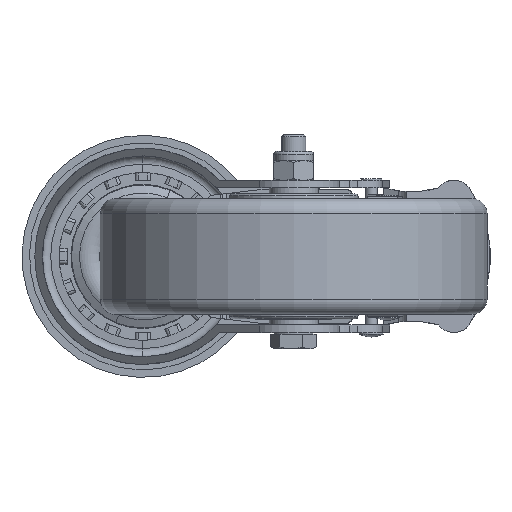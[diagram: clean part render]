
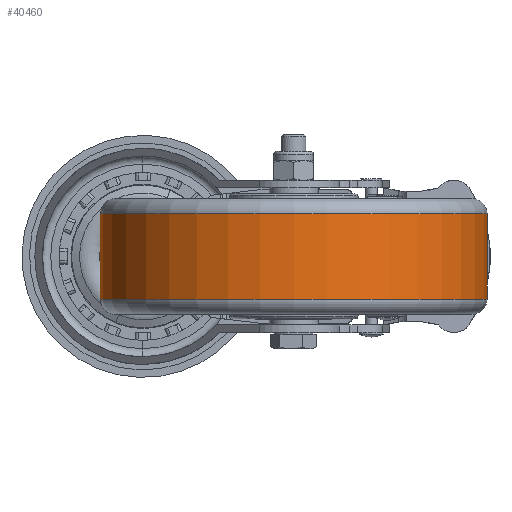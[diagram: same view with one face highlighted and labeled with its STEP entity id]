
A CAD part, front view. The second image highlights one B-rep face of the part: STEP entity #40460.
In plain terms, the highlighted cylindrical face has radius 63.5 mm (diameter 127 mm), a partial arc.
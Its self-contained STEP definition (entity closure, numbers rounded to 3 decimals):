
#35 = DIRECTION ( 'NONE',  ( -1., 0., 0. ) ) ;
#164 = CIRCLE ( 'NONE', #35527, 63.5 ) ;
#1644 = VERTEX_POINT ( 'NONE', #33707 ) ;
#2012 = VERTEX_POINT ( 'NONE', #34601 ) ;
#3803 = DIRECTION ( 'NONE',  ( 0., 0., 1. ) ) ;
#4511 = CARTESIAN_POINT ( 'NONE',  ( -14., -94.5, 32.226 ) ) ;
#5171 = DIRECTION ( 'NONE',  ( 0., 0., 1. ) ) ;
#6371 = ORIENTED_EDGE ( 'NONE', *, *, #6945, .F. ) ;
#6770 = CARTESIAN_POINT ( 'NONE',  ( 113., -94.5, -14. ) ) ;
#6945 = EDGE_CURVE ( 'NONE', #1644, #23802, #32005, .T. ) ;
#7369 = CYLINDRICAL_SURFACE ( 'NONE', #23281, 63.5 ) ;
#9928 = DIRECTION ( 'NONE',  ( 1., 0., 0. ) ) ;
#10979 = CARTESIAN_POINT ( 'NONE',  ( 49.5, -94.5, -14. ) ) ;
#12767 = EDGE_CURVE ( 'NONE', #2012, #23802, #164, .T. ) ;
#19649 = ORIENTED_EDGE ( 'NONE', *, *, #32004, .T. ) ;
#19753 = DIRECTION ( 'NONE',  ( 0., 0., 1. ) ) ;
#20924 = CARTESIAN_POINT ( 'NONE',  ( 49.5, -94.5, 14. ) ) ;
#22288 = ORIENTED_EDGE ( 'NONE', *, *, #12767, .T. ) ;
#22688 = CARTESIAN_POINT ( 'NONE',  ( -14., -94.5, 14. ) ) ;
#23281 = AXIS2_PLACEMENT_3D ( 'NONE', #28565, #24636, #9928 ) ;
#23674 = VECTOR ( 'NONE', #19753, 1000. ) ;
#23802 = VERTEX_POINT ( 'NONE', #22688 ) ;
#24636 = DIRECTION ( 'NONE',  ( 0., 0., 1. ) ) ;
#25580 = VERTEX_POINT ( 'NONE', #6770 ) ;
#25703 = EDGE_LOOP ( 'NONE', ( #6371, #19649, #44980, #22288 ) ) ;
#26461 = CIRCLE ( 'NONE', #36546, 63.5 ) ;
#28565 = CARTESIAN_POINT ( 'NONE',  ( 49.5, -94.5, 32.226 ) ) ;
#30425 = DIRECTION ( 'NONE',  ( 1., 0., 0. ) ) ;
#32004 = EDGE_CURVE ( 'NONE', #1644, #25580, #26461, .T. ) ;
#32005 = LINE ( 'NONE', #4511, #34910 ) ;
#33707 = CARTESIAN_POINT ( 'NONE',  ( -14., -94.5, -14. ) ) ;
#34601 = CARTESIAN_POINT ( 'NONE',  ( 113., -94.5, 14. ) ) ;
#34910 = VECTOR ( 'NONE', #5171, 1000. ) ;
#35527 = AXIS2_PLACEMENT_3D ( 'NONE', #20924, #48592, #30425 ) ;
#36546 = AXIS2_PLACEMENT_3D ( 'NONE', #10979, #3803, #35 ) ;
#38842 = CARTESIAN_POINT ( 'NONE',  ( 113., -94.5, 32.226 ) ) ;
#40460 = ADVANCED_FACE ( 'NONE', ( #45002 ), #7369, .T. ) ;
#43384 = EDGE_CURVE ( 'NONE', #25580, #2012, #45372, .T. ) ;
#44980 = ORIENTED_EDGE ( 'NONE', *, *, #43384, .T. ) ;
#45002 = FACE_OUTER_BOUND ( 'NONE', #25703, .T. ) ;
#45372 = LINE ( 'NONE', #38842, #23674 ) ;
#48592 = DIRECTION ( 'NONE',  ( 0., 0., -1. ) ) ;
